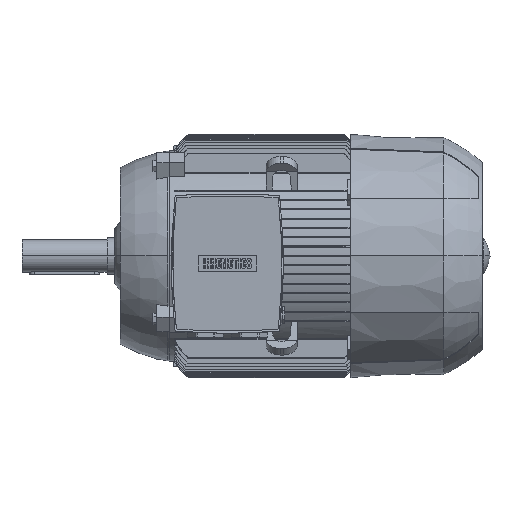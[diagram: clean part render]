
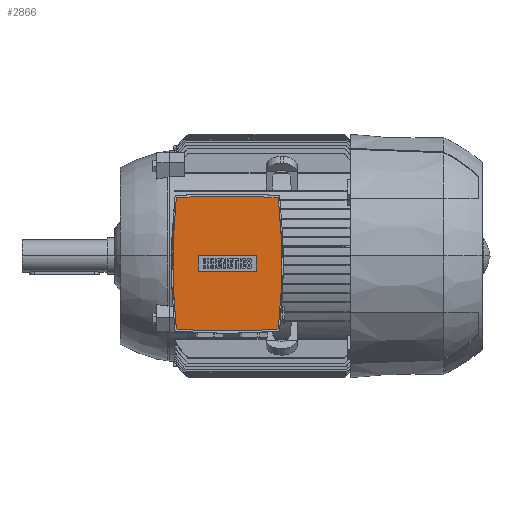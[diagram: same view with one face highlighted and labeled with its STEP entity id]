
A CAD part, top view. The second image highlights one B-rep face of the part: STEP entity #2866.
In plain terms, the highlighted planar face has unit normal (0, 0, 1).
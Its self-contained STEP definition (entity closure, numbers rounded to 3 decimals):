
#2866=ADVANCED_FACE('',(#5996,#5997),#5998,.T.);
#5996=FACE_BOUND('',#9401,.T.);
#5997=FACE_OUTER_BOUND('',#9402,.T.);
#5998=PLANE('',#9403);
#9401=EDGE_LOOP('',(#18415,#18416,#18417,#18418));
#9402=EDGE_LOOP('',(#18419,#18420,#18421,#18422,#18423,#18424));
#9403=AXIS2_PLACEMENT_3D('',#18425,#18426,#18427);
#18415=ORIENTED_EDGE('',*,*,#24347,.T.);
#18416=ORIENTED_EDGE('',*,*,#24351,.T.);
#18417=ORIENTED_EDGE('',*,*,#24354,.T.);
#18418=ORIENTED_EDGE('',*,*,#24356,.T.);
#18419=ORIENTED_EDGE('',*,*,#24431,.T.);
#18420=ORIENTED_EDGE('',*,*,#24433,.T.);
#18421=ORIENTED_EDGE('',*,*,#21130,.T.);
#18422=ORIENTED_EDGE('',*,*,#24425,.T.);
#18423=ORIENTED_EDGE('',*,*,#21141,.T.);
#18424=ORIENTED_EDGE('',*,*,#24422,.T.);
#18425=CARTESIAN_POINT('',(75.0,-10.0,236.5));
#18426=DIRECTION('',(0.0,0.0,1.0));
#18427=DIRECTION('',(0.0,-1.0,0.0));
#21130=EDGE_CURVE('',#25532,#25536,#25538,.T.);
#21141=EDGE_CURVE('',#25558,#25555,#25559,.T.);
#24347=EDGE_CURVE('',#30368,#30366,#30369,.T.);
#24351=EDGE_CURVE('',#30366,#30372,#30374,.T.);
#24354=EDGE_CURVE('',#30372,#30376,#30378,.T.);
#24356=EDGE_CURVE('',#30376,#30368,#30380,.T.);
#24422=EDGE_CURVE('',#25555,#30472,#30474,.T.);
#24425=EDGE_CURVE('',#25536,#25558,#30477,.T.);
#24431=EDGE_CURVE('',#30472,#30482,#30484,.T.);
#24433=EDGE_CURVE('',#30482,#25532,#30486,.T.);
#25532=VERTEX_POINT('',#32873);
#25536=VERTEX_POINT('',#32878);
#25538=CIRCLE('',#32881,896.1);
#25555=VERTEX_POINT('',#32923);
#25558=VERTEX_POINT('',#32927);
#25559=CIRCLE('',#32928,896.1);
#30366=VERTEX_POINT('',#47105);
#30368=VERTEX_POINT('',#47108);
#30369=LINE('',#47109,#47110);
#30372=VERTEX_POINT('',#47114);
#30374=LINE('',#47117,#47118);
#30376=VERTEX_POINT('',#47120);
#30378=LINE('',#47123,#47124);
#30380=LINE('',#47126,#47127);
#30472=VERTEX_POINT('',#47261);
#30474=CIRCLE('',#47264,896.1);
#30477=CIRCLE('',#47267,770.0);
#30482=VERTEX_POINT('',#47273);
#30484=CIRCLE('',#47276,770.0);
#30486=CIRCLE('',#47278,896.1);
#32873=CARTESIAN_POINT('',(75.,-97.0,236.5));
#32878=CARTESIAN_POINT('',(140.841,-94.578,236.5));
#32881=AXIS2_PLACEMENT_3D('',#50240,#50241,#50242);
#32923=CARTESIAN_POINT('',(75.,77.0,236.5));
#32927=CARTESIAN_POINT('',(140.841,74.578,236.5));
#32928=AXIS2_PLACEMENT_3D('',#50256,#50257,#50258);
#47105=CARTESIAN_POINT('',(37.5,-20.05,236.5));
#47108=CARTESIAN_POINT('',(112.5,-20.05,236.5));
#47109=CARTESIAN_POINT('',(75.0,-20.05,236.5));
#47110=VECTOR('',#53145,1.0);
#47114=CARTESIAN_POINT('',(37.5,0.05,236.5));
#47117=CARTESIAN_POINT('',(37.5,-10.0,236.5));
#47118=VECTOR('',#53148,1.0);
#47120=CARTESIAN_POINT('',(112.5,0.05,236.5));
#47123=CARTESIAN_POINT('',(75.0,0.05,236.5));
#47124=VECTOR('',#53150,1.0);
#47126=CARTESIAN_POINT('',(112.5,-10.0,236.5));
#47127=VECTOR('',#53151,1.0);
#47261=CARTESIAN_POINT('',(9.159,74.578,236.5));
#47264=AXIS2_PLACEMENT_3D('',#53249,#53250,#53251);
#47267=AXIS2_PLACEMENT_3D('',#53252,#53253,#53254);
#47273=CARTESIAN_POINT('',(9.159,-94.578,236.5));
#47276=AXIS2_PLACEMENT_3D('',#53257,#53258,#53259);
#47278=AXIS2_PLACEMENT_3D('',#53260,#53261,#53262);
#50240=CARTESIAN_POINT('',(75.0,799.1,236.5));
#50241=DIRECTION('',(0.0,-0.0,1.0));
#50242=DIRECTION('',(0.0,1.0,0.0));
#50256=CARTESIAN_POINT('',(75.0,-819.1,236.5));
#50257=DIRECTION('',(0.0,-0.0,1.0));
#50258=DIRECTION('',(0.0,1.0,0.0));
#53145=DIRECTION('',(-1.0,0.0,0.0));
#53148=DIRECTION('',(0.0,1.0,0.0));
#53150=DIRECTION('',(1.0,0.0,-0.0));
#53151=DIRECTION('',(0.0,-1.0,0.0));
#53249=CARTESIAN_POINT('',(75.0,-819.1,236.5));
#53250=DIRECTION('',(0.0,-0.0,1.0));
#53251=DIRECTION('',(0.0,1.0,0.0));
#53252=CARTESIAN_POINT('',(-624.5,-10.0,236.5));
#53253=DIRECTION('',(0.0,-0.0,1.0));
#53254=DIRECTION('',(0.0,1.0,0.0));
#53257=CARTESIAN_POINT('',(774.5,-10.0,236.5));
#53258=DIRECTION('',(0.0,-0.0,1.0));
#53259=DIRECTION('',(0.0,1.0,0.0));
#53260=CARTESIAN_POINT('',(75.0,799.1,236.5));
#53261=DIRECTION('',(0.0,-0.0,1.0));
#53262=DIRECTION('',(0.0,1.0,0.0));
